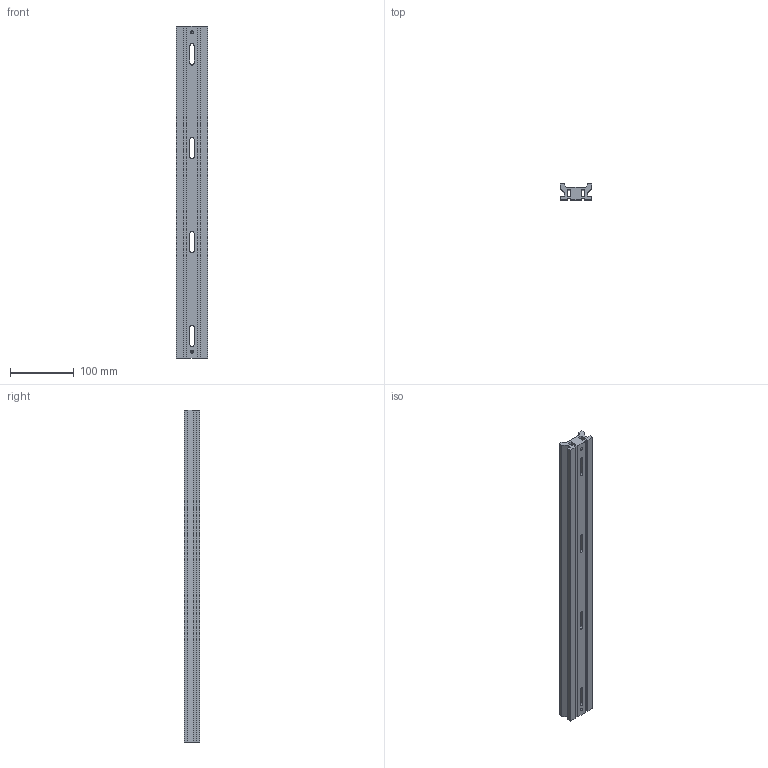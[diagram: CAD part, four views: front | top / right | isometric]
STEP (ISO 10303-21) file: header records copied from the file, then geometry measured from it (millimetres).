
FILE_DESCRIPTION (( 'STEP AP203' ), '1' );
FILE_NAME ('01ORL-2(M).STEP', '2016-02-25T08:16:05', ( '' ), ( '' ), 'SwSTEP 2.0', 'SolidWorks 2016', '' );
FILE_SCHEMA (( 'CONFIG_CONTROL_DESIGN' ));
Length unit declared in the file: millimetre
Products named in the file (1): 01ORL-2(M)
Bounding box: 50 x 24.5 x 520 mm (x, y, z)
Volume: 394102.1 mm3; surface area: 132074.3 mm2
Topology: 1 solids, 1 shells, 86 faces, 236 edges, 154 vertices
Faces by surface type: plane 54, cylinder 28, cone 4
Entity records: 2797 total; most frequent: CARTESIAN_POINT 473, ORIENTED_EDGE 464, DIRECTION 462, EDGE_CURVE 232, VECTOR 176, LINE 176, VERTEX_POINT 154, AXIS2_PLACEMENT_3D 143
